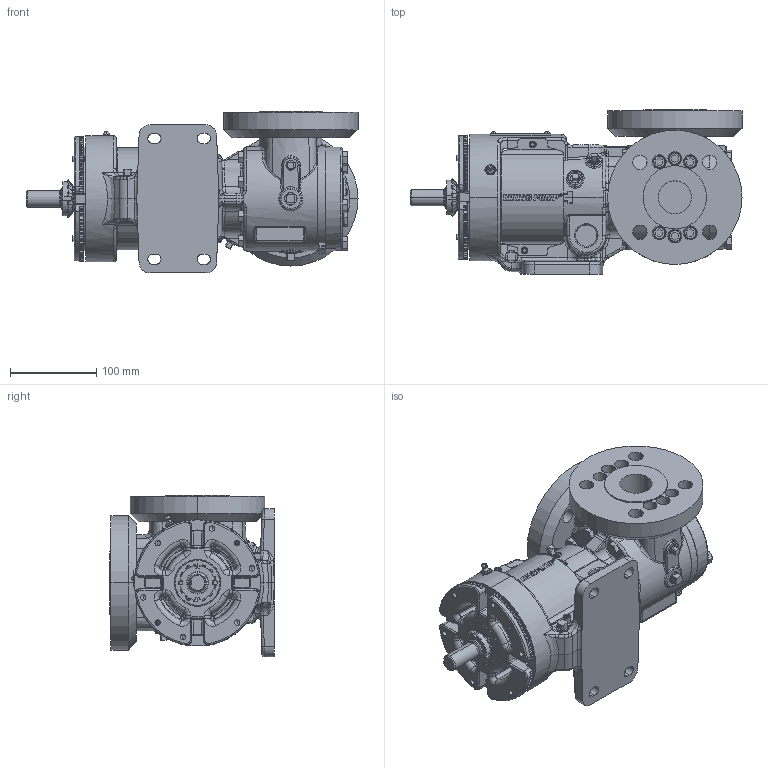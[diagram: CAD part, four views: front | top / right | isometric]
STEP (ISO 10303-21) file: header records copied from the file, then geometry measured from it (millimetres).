
FILE_DESCRIPTION (( 'STEP AP214' ), '1' );
FILE_NAME ('HV-4186.STEP', '2024-04-02T21:14:29', ( '' ), ( '' ), 'SwSTEP 2.0', 'SolidWorks 2022', '' );
FILE_SCHEMA (( 'AUTOMOTIVE_DESIGN' ));
Length unit declared in the file: inch
Products named in the file (1): HV-4186
Bounding box: 384.07 x 190.5 x 187.32 mm (x, y, z)
Volume: 4379281.9 mm3; surface area: 460594.1 mm2
Topology: 3 solids, 3 shells, 4415 faces, 11226 edges, 7051 vertices
Faces by surface type: plane 1454, bspline 1351, cylinder 889, cone 526, torus 123, sphere 72
Entity records: 243078 total; most frequent: CARTESIAN_POINT 89589, ORIENTED_EDGE 22316, DIRECTION 16328, EDGE_CURVE 11158, VERTEX_POINT 7043, AXIS2_PLACEMENT_3D 5877, EDGE_LOOP 4765, LINE 4574
